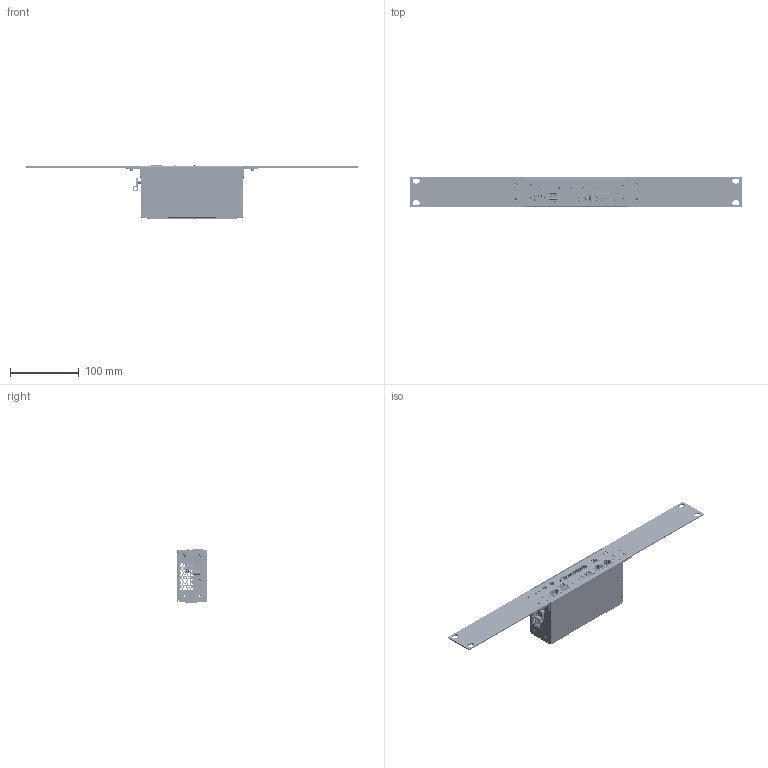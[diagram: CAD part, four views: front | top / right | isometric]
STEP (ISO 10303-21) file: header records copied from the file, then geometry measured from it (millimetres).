
FILE_DESCRIPTION (( 'STEP AP214' ), '1' );
FILE_NAME ('ENVIROMUX-2D.STEP', '2016-07-13T15:12:05', ( 'test' ), ( '' ), 'SwSTEP 2.0', 'SolidWorks 2011', '' );
FILE_SCHEMA (( 'AUTOMOTIVE_DESIGN' ));
Length unit declared in the file: millimetre
Products named in the file (35): HW5133_CR-FHMS 0.138-32x0.25x0.25-C; MP4637; MP4650; HW5127 CR-FHMS 0.112-40x0.188x0.188_CR-FHMS 0.112-40x0.188x0.188-C; HW5134 PEM S-632-0 ZI--C_PEM S-632-0 ZI--C; HW4120_PEM S-440-0 ZI--N; MP4467; HW4130 - CABLE CLAMP; HW4003-STANDOFF-MF-#4-40X.1875 ZN_92700A488; HW4201-STANDOFF-MF-#4-40X.6875 BR_92700A488; Enviromux-2D-LXO-RevD_06292016_PCB_Top; CN6994_CR1220-1; CN5278; CN6947-SH220R-3-5-2P; CN6957; SW4094; SW4094-SLIDER; SW4094-BODY; CN5376 - DC POWER SOCKET; Enviromux-2D-LXO-RevD_06292016_PCB_Bottom; HW4033-SCRW#4-40x.25-BUT-TORX-T8-ZN_90022A110; HW4105 - RIGHT ANGLE BRACKET; CN6629; CN5359 - 2 PORT RJ45; CN5224; SM4062; SW4062; CN5300_USB103-Pa08NGft-S; CN5394 - RJ45 LED; HW5126_PEM SO-440-6 ZI--N; MP4698; MP4680; ENVIROMUX-2D
Assembly tree (76 placements, depth 4):
  ENVIROMUX-2D
    MP4637  x2
    HW5127 CR-FHMS 0.112-40x0.188x0.188_CR-FHMS 0.112-40x0.188x0.188-C  x16
    MP4680
    HW5133_CR-FHMS 0.138-32x0.25x0.25-C  x8
    MP4650  x2
    HW4003-STANDOFF-MF-#4-40X.1875 ZN_92700A488
    HW4201-STANDOFF-MF-#4-40X.6875 BR_92700A488  x2
    Enviromux-2D-LXO-RevD_06292016_PCB_Bottom
      CN6629
      HW4105 - RIGHT ANGLE BRACKET  x2
      CN5224
      HW4033-SCRW#4-40x.25-BUT-TORX-T8-ZN_90022A110  x2
      SW4062  x2
      CN5300_USB103-Pa08NGft-S
      CN5394 - RJ45 LED
      CN5359 - 2 PORT RJ45
      SM4062
      Enviromux-2D-LXO-RevD_06292016_PCB_Bottom
    HW5134 PEM S-632-0 ZI--C_PEM S-632-0 ZI--C  x8
    HW4120_PEM S-440-0 ZI--N
    HW5126_PEM SO-440-6 ZI--N  x2
    MP4467  x2
    HW4130 - CABLE CLAMP
    Enviromux-2D-LXO-RevD_06292016_PCB_Top
      CN5376 - DC POWER SOCKET  x2
      CN6947-SH220R-3-5-2P
      Enviromux-2D-LXO-RevD_06292016_PCB_Top
      HW4033-SCRW#4-40x.25-BUT-TORX-T8-ZN_90022A110  x2
      CN6994_CR1220-1
      CN6957
      CN5278
      HW4105 - RIGHT ANGLE BRACKET  x2
      SW4094
        SW4094-SLIDER
        SW4094-BODY
    MP4698
Bounding box: 482.62 x 43.69 x 78.46 mm (x, y, z)
Volume: 112543.3 mm3; surface area: 191784.4 mm2
Topology: 121 solids, 123 shells, 8724 faces, 23167 edges, 14769 vertices
Faces by surface type: plane 5856, cylinder 2227, cone 287, bspline 198, torus 136, sphere 20
Entity records: 253345 total; most frequent: CARTESIAN_POINT 51898, ORIENTED_EDGE 36433, DIRECTION 33815, EDGE_CURVE 18258, LINE 14189, VECTOR 14189, VERTEX_POINT 11704, AXIS2_PLACEMENT_3D 9813
